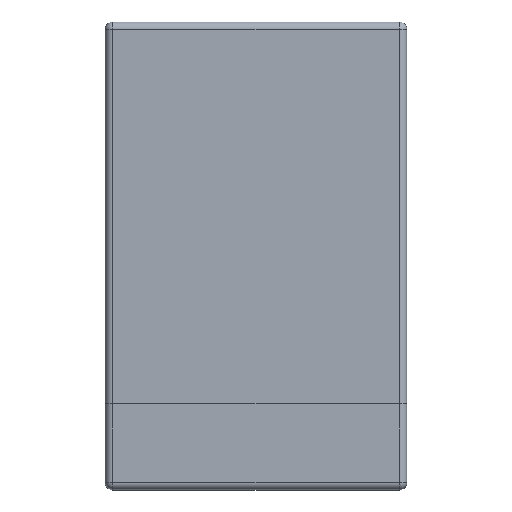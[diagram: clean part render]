
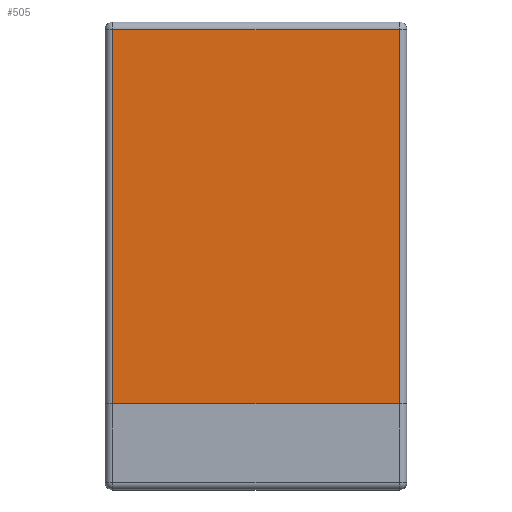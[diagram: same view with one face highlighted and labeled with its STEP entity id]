
A CAD part, top view. The second image highlights one B-rep face of the part: STEP entity #505.
In plain terms, the highlighted planar face has unit normal (0, 0, 1).
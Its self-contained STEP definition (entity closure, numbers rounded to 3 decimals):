
#17=PLANE('',#572);
#31=LINE('',#812,#71);
#37=LINE('',#835,#77);
#40=LINE('',#842,#80);
#45=LINE('',#856,#85);
#71=VECTOR('',#638,10.);
#77=VECTOR('',#666,10.);
#80=VECTOR('',#673,10.);
#85=VECTOR('',#688,10.);
#137=FACE_OUTER_BOUND('',#173,.T.);
#173=EDGE_LOOP('',(#385,#386,#387,#388));
#233=VERTEX_POINT('',#800);
#236=VERTEX_POINT('',#810);
#241=VERTEX_POINT('',#826);
#243=VERTEX_POINT('',#838);
#278=EDGE_CURVE('',#236,#233,#31,.T.);
#290=EDGE_CURVE('',#233,#241,#37,.T.);
#294=EDGE_CURVE('',#241,#243,#40,.T.);
#301=EDGE_CURVE('',#236,#243,#45,.T.);
#385=ORIENTED_EDGE('',*,*,#294,.F.);
#386=ORIENTED_EDGE('',*,*,#290,.F.);
#387=ORIENTED_EDGE('',*,*,#278,.F.);
#388=ORIENTED_EDGE('',*,*,#301,.T.);
#505=ADVANCED_FACE('',(#137),#17,.T.);
#572=AXIS2_PLACEMENT_3D('',#855,#686,#687);
#638=DIRECTION('',(0.,1.,0.));
#666=DIRECTION('',(1.,0.,0.));
#673=DIRECTION('',(0.,-1.,0.));
#686=DIRECTION('center_axis',(0.,0.,1.));
#687=DIRECTION('ref_axis',(1.,0.,0.));
#688=DIRECTION('',(1.,0.,0.));
#800=CARTESIAN_POINT('',(-9.5,12.15,5.));
#810=CARTESIAN_POINT('',(-9.5,-12.65,5.));
#812=CARTESIAN_POINT('',(-9.5,6.325,5.));
#826=CARTESIAN_POINT('',(9.5,12.15,5.));
#835=CARTESIAN_POINT('',(5.,12.15,5.));
#838=CARTESIAN_POINT('',(9.5,-12.65,5.));
#842=CARTESIAN_POINT('',(9.5,-6.325,5.));
#855=CARTESIAN_POINT('Origin',(0.,0.,5.));
#856=CARTESIAN_POINT('',(10.,-12.65,5.));
